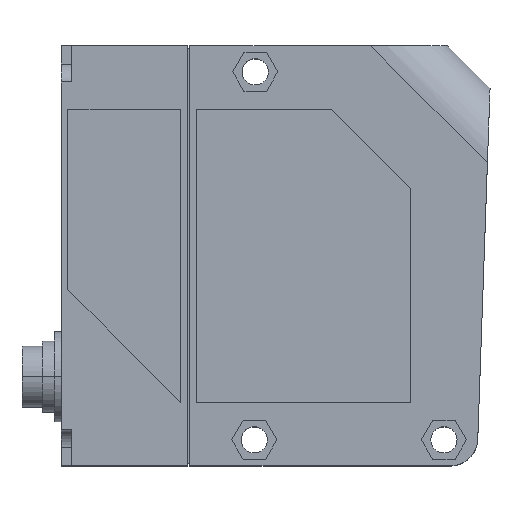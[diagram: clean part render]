
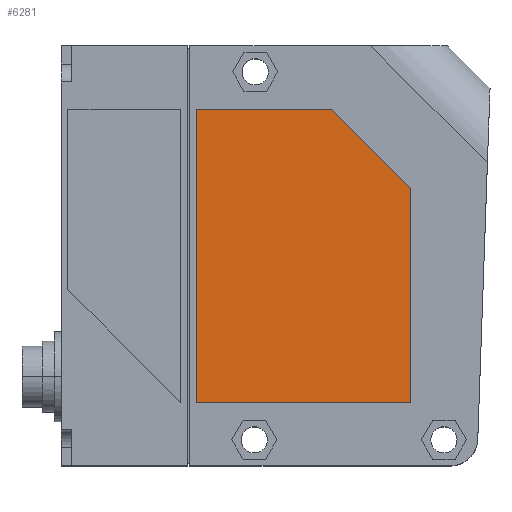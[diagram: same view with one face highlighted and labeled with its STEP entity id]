
A CAD part, top view. The second image highlights one B-rep face of the part: STEP entity #6281.
In plain terms, the highlighted planar face has unit normal (0, 0, 1).
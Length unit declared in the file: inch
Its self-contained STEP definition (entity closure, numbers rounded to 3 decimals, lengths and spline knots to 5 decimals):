
#1929=DIRECTION('',(0.,-1.,0.));
#1930=VECTOR('',#1929,2.55906);
#1931=CARTESIAN_POINT('',(1.1811,3.11024,1.64173));
#1932=LINE('',#1931,#1930);
#1933=DIRECTION('',(-1.,0.,0.));
#1934=VECTOR('',#1933,1.1811);
#1935=CARTESIAN_POINT('',(2.3622,3.11024,1.64173));
#1936=LINE('',#1935,#1934);
#1937=DIRECTION('',(-0.707,0.707,0.));
#1938=VECTOR('',#1937,0.97436);
#1939=CARTESIAN_POINT('',(3.05118,2.42126,1.64173));
#1940=LINE('',#1939,#1938);
#1941=DIRECTION('',(0.,1.,0.));
#1942=VECTOR('',#1941,1.87008);
#1943=CARTESIAN_POINT('',(3.05118,0.55118,1.64173));
#1944=LINE('',#1943,#1942);
#1945=DIRECTION('',(1.,0.,0.));
#1946=VECTOR('',#1945,1.87008);
#1947=CARTESIAN_POINT('',(1.1811,0.55118,1.64173));
#1948=LINE('',#1947,#1946);
#3053=CARTESIAN_POINT('',(1.1811,3.11024,1.64173));
#3054=CARTESIAN_POINT('',(1.1811,0.55118,1.64173));
#3055=VERTEX_POINT('',#3053);
#3056=VERTEX_POINT('',#3054);
#3057=CARTESIAN_POINT('',(3.05118,0.55118,1.64173));
#3058=VERTEX_POINT('',#3057);
#3059=CARTESIAN_POINT('',(3.05118,2.42126,1.64173));
#3060=VERTEX_POINT('',#3059);
#3061=CARTESIAN_POINT('',(2.3622,3.11024,1.64173));
#3062=VERTEX_POINT('',#3061);
#6269=CARTESIAN_POINT('',(0.,0.,1.64173));
#6270=DIRECTION('',(0.,0.,1.));
#6271=DIRECTION('',(1.,0.,0.));
#6272=AXIS2_PLACEMENT_3D('',#6269,#6270,#6271);
#6273=PLANE('',#6272);
#6274=ORIENTED_EDGE('',*,*,#6207,.F.);
#6275=ORIENTED_EDGE('',*,*,#6222,.F.);
#6276=ORIENTED_EDGE('',*,*,#6236,.F.);
#6277=ORIENTED_EDGE('',*,*,#6250,.F.);
#6278=ORIENTED_EDGE('',*,*,#6263,.F.);
#6279=EDGE_LOOP('',(#6274,#6275,#6276,#6277,#6278));
#6280=FACE_OUTER_BOUND('',#6279,.F.);
#6281=ADVANCED_FACE('',(#6280),#6273,.T.);
#6207=EDGE_CURVE('',#3055,#3056,#1932,.T.);
#6222=EDGE_CURVE('',#3062,#3055,#1936,.T.);
#6236=EDGE_CURVE('',#3060,#3062,#1940,.T.);
#6250=EDGE_CURVE('',#3058,#3060,#1944,.T.);
#6263=EDGE_CURVE('',#3056,#3058,#1948,.T.);
